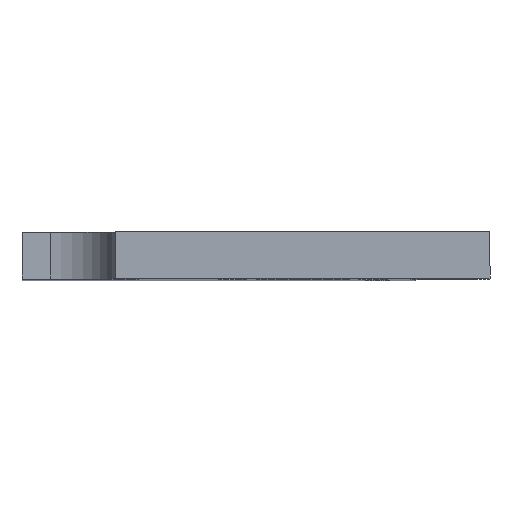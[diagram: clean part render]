
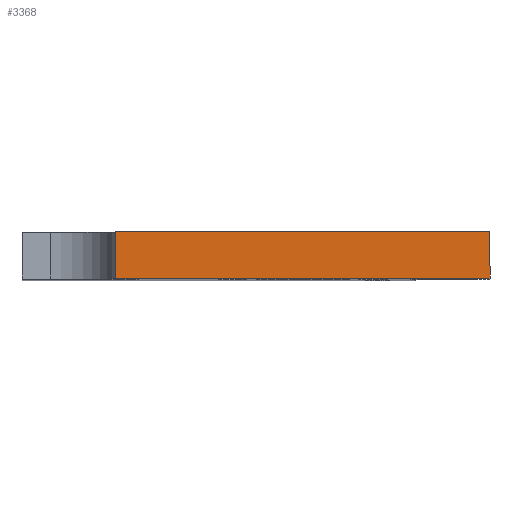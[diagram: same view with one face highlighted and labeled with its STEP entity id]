
A CAD part, top view. The second image highlights one B-rep face of the part: STEP entity #3368.
In plain terms, the highlighted planar face has unit normal (0, 0, 1).
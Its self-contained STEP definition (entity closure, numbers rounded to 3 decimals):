
#56 = VECTOR ( 'NONE', #1403, 1000. ) ;
#159 = EDGE_CURVE ( 'NONE', #1399, #3286, #2250, .T. ) ;
#213 = DIRECTION ( 'NONE',  ( -1., 0., 0. ) ) ;
#238 = CARTESIAN_POINT ( 'NONE',  ( 60., 5., 150. ) ) ;
#292 = VECTOR ( 'NONE', #1990, 1000. ) ;
#340 = DIRECTION ( 'NONE',  ( 1., 0., 0. ) ) ;
#450 = VERTEX_POINT ( 'NONE', #2694 ) ;
#504 = CARTESIAN_POINT ( 'NONE',  ( 100., 0., 150. ) ) ;
#518 = EDGE_LOOP ( 'NONE', ( #928, #3092, #1950, #1404 ) ) ;
#855 = CARTESIAN_POINT ( 'NONE',  ( 100., 5., 150. ) ) ;
#928 = ORIENTED_EDGE ( 'NONE', *, *, #2914, .F. ) ;
#982 = LINE ( 'NONE', #2211, #292 ) ;
#1230 = FACE_OUTER_BOUND ( 'NONE', #518, .T. ) ;
#1399 = VERTEX_POINT ( 'NONE', #2222 ) ;
#1403 = DIRECTION ( 'NONE',  ( 0., 1., 0. ) ) ;
#1404 = ORIENTED_EDGE ( 'NONE', *, *, #159, .T. ) ;
#1553 = CARTESIAN_POINT ( 'NONE',  ( 100., 0., 150. ) ) ;
#1749 = CARTESIAN_POINT ( 'NONE',  ( 100., 5., 150. ) ) ;
#1950 = ORIENTED_EDGE ( 'NONE', *, *, #2451, .F. ) ;
#1955 = CARTESIAN_POINT ( 'NONE',  ( 60., 5., 150. ) ) ;
#1990 = DIRECTION ( 'NONE',  ( 0., -1., 0. ) ) ;
#2027 = LINE ( 'NONE', #1955, #56 ) ;
#2075 = VERTEX_POINT ( 'NONE', #504 ) ;
#2097 = EDGE_CURVE ( 'NONE', #2075, #450, #2809, .T. ) ;
#2184 = PLANE ( 'NONE',  #2865 ) ;
#2211 = CARTESIAN_POINT ( 'NONE',  ( 100., 5., 150. ) ) ;
#2222 = CARTESIAN_POINT ( 'NONE',  ( 100., 5., 150. ) ) ;
#2250 = LINE ( 'NONE', #1749, #3367 ) ;
#2451 = EDGE_CURVE ( 'NONE', #1399, #2075, #982, .T. ) ;
#2500 = VECTOR ( 'NONE', #213, 1000. ) ;
#2694 = CARTESIAN_POINT ( 'NONE',  ( 60., 0., 150. ) ) ;
#2717 = DIRECTION ( 'NONE',  ( 0., 0., -1. ) ) ;
#2809 = LINE ( 'NONE', #1553, #2500 ) ;
#2828 = DIRECTION ( 'NONE',  ( -1., 0., 0. ) ) ;
#2865 = AXIS2_PLACEMENT_3D ( 'NONE', #855, #2717, #340 ) ;
#2914 = EDGE_CURVE ( 'NONE', #450, #3286, #2027, .T. ) ;
#3092 = ORIENTED_EDGE ( 'NONE', *, *, #2097, .F. ) ;
#3286 = VERTEX_POINT ( 'NONE', #238 ) ;
#3367 = VECTOR ( 'NONE', #2828, 1000. ) ;
#3368 = ADVANCED_FACE ( 'NONE', ( #1230 ), #2184, .F. ) ;
